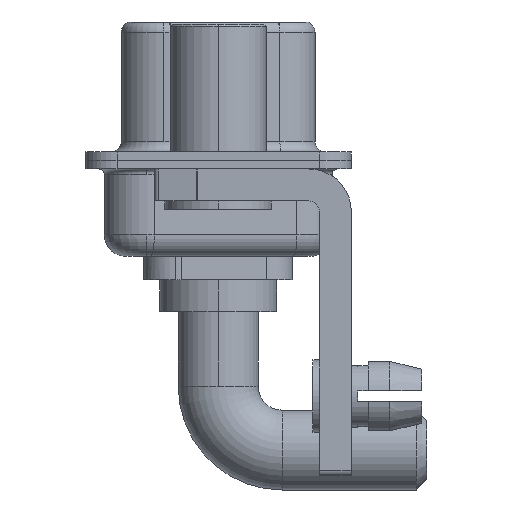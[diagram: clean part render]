
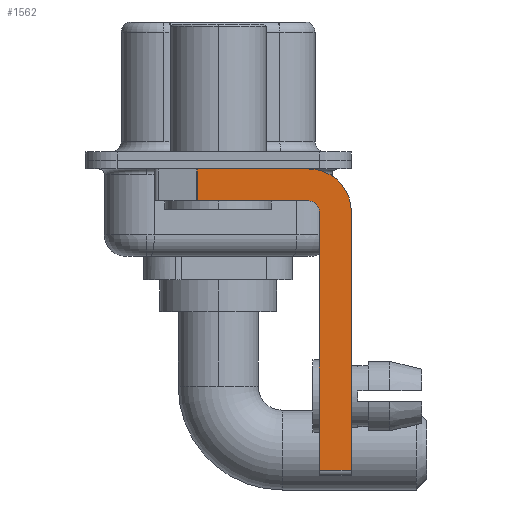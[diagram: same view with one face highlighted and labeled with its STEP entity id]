
A CAD part, left-side view. The second image highlights one B-rep face of the part: STEP entity #1562.
In plain terms, the highlighted planar face has unit normal (-1, 0, 0).
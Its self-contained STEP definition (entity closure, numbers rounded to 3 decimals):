
#347 = CARTESIAN_POINT ( 'NONE',  ( -2.9, 0.978, -0.4 ) ) ;
#511 = PLANE ( 'NONE',  #14486 ) ;
#689 = ORIENTED_EDGE ( 'NONE', *, *, #18794, .T. ) ;
#860 = DIRECTION ( 'NONE',  ( 1., 0., 0. ) ) ;
#1484 = DIRECTION ( 'NONE',  ( 0., 0., -1. ) ) ;
#1562 = ADVANCED_FACE ( 'NONE', ( #14539 ), #511, .F. ) ;
#1965 = EDGE_CURVE ( 'NONE', #11174, #16132, #7936, .T. ) ;
#2744 = DIRECTION ( 'NONE',  ( 0., -1., 0. ) ) ;
#3015 = CARTESIAN_POINT ( 'NONE',  ( -2.9, -4.75, -2.4 ) ) ;
#3481 = VERTEX_POINT ( 'NONE', #17488 ) ;
#3865 = EDGE_CURVE ( 'NONE', #7071, #11174, #10206, .T. ) ;
#5532 = ORIENTED_EDGE ( 'NONE', *, *, #13796, .F. ) ;
#5871 = DIRECTION ( 'NONE',  ( 0., 0., 1. ) ) ;
#6408 = CARTESIAN_POINT ( 'NONE',  ( -2.9, -4.25, -1.9 ) ) ;
#6419 = ORIENTED_EDGE ( 'NONE', *, *, #1965, .F. ) ;
#6462 = CARTESIAN_POINT ( 'NONE',  ( -2.9, -4.25, -0.4 ) ) ;
#6482 = CARTESIAN_POINT ( 'NONE',  ( -2.9, -4.75, -14.8 ) ) ;
#6755 = DIRECTION ( 'NONE',  ( 1., 0., 0. ) ) ;
#6904 = EDGE_CURVE ( 'NONE', #16132, #16794, #15500, .T. ) ;
#6997 = CARTESIAN_POINT ( 'NONE',  ( -2.9, -4.25, -2.4 ) ) ;
#7071 = VERTEX_POINT ( 'NONE', #347 ) ;
#7105 = CARTESIAN_POINT ( 'NONE',  ( -2.9, -4.25, -2.4 ) ) ;
#7145 = EDGE_CURVE ( 'NONE', #13000, #7192, #14269, .T. ) ;
#7192 = VERTEX_POINT ( 'NONE', #3015 ) ;
#7535 = CARTESIAN_POINT ( 'NONE',  ( -2.9, -6.25, -14.55 ) ) ;
#7936 = CIRCLE ( 'NONE', #13847, 2. ) ;
#8485 = CARTESIAN_POINT ( 'NONE',  ( -2.9, -4.25, -2.4 ) ) ;
#8525 = DIRECTION ( 'NONE',  ( 0., 0., -1. ) ) ;
#8718 = VECTOR ( 'NONE', #2744, 1000. ) ;
#8736 = DIRECTION ( 'NONE',  ( 0., -1., 0. ) ) ;
#8840 = LINE ( 'NONE', #16830, #13423 ) ;
#9430 = VECTOR ( 'NONE', #19930, 1000. ) ;
#10168 = VECTOR ( 'NONE', #1484, 1000. ) ;
#10206 = LINE ( 'NONE', #12046, #8718 ) ;
#10592 = ORIENTED_EDGE ( 'NONE', *, *, #3865, .F. ) ;
#10655 = CIRCLE ( 'NONE', #13278, 0.5 ) ;
#10921 = CARTESIAN_POINT ( 'NONE',  ( -2.9, 0.978, -1.9 ) ) ;
#11174 = VERTEX_POINT ( 'NONE', #6462 ) ;
#11279 = ORIENTED_EDGE ( 'NONE', *, *, #18251, .F. ) ;
#11462 = DIRECTION ( 'NONE',  ( 0., 0., -1. ) ) ;
#11968 = CARTESIAN_POINT ( 'NONE',  ( -2.9, -6.25, -2.4 ) ) ;
#12046 = CARTESIAN_POINT ( 'NONE',  ( -2.9, 3., -0.4 ) ) ;
#12450 = VERTEX_POINT ( 'NONE', #13299 ) ;
#12700 = EDGE_LOOP ( 'NONE', ( #10592, #19060, #11279, #5532, #18345, #689, #16054, #6419 ) ) ;
#13000 = VERTEX_POINT ( 'NONE', #15748 ) ;
#13278 = AXIS2_PLACEMENT_3D ( 'NONE', #7105, #19887, #5871 ) ;
#13299 = CARTESIAN_POINT ( 'NONE',  ( -2.9, -4.25, -1.9 ) ) ;
#13423 = VECTOR ( 'NONE', #8736, 1000. ) ;
#13694 = LINE ( 'NONE', #10921, #9430 ) ;
#13796 = EDGE_CURVE ( 'NONE', #7192, #12450, #10655, .T. ) ;
#13847 = AXIS2_PLACEMENT_3D ( 'NONE', #6997, #860, #8525 ) ;
#14269 = LINE ( 'NONE', #6482, #16410 ) ;
#14486 = AXIS2_PLACEMENT_3D ( 'NONE', #8485, #6755, #11462 ) ;
#14539 = FACE_OUTER_BOUND ( 'NONE', #12700, .T. ) ;
#14607 = LINE ( 'NONE', #6408, #15658 ) ;
#15293 = CARTESIAN_POINT ( 'NONE',  ( -2.9, -6.25, -2.4 ) ) ;
#15500 = LINE ( 'NONE', #15293, #10168 ) ;
#15658 = VECTOR ( 'NONE', #19000, 1000. ) ;
#15748 = CARTESIAN_POINT ( 'NONE',  ( -2.9, -4.75, -14.55 ) ) ;
#16054 = ORIENTED_EDGE ( 'NONE', *, *, #6904, .F. ) ;
#16132 = VERTEX_POINT ( 'NONE', #11968 ) ;
#16410 = VECTOR ( 'NONE', #17133, 1000. ) ;
#16794 = VERTEX_POINT ( 'NONE', #7535 ) ;
#16830 = CARTESIAN_POINT ( 'NONE',  ( -2.9, -4.25, -14.55 ) ) ;
#17133 = DIRECTION ( 'NONE',  ( 0., 0., 1. ) ) ;
#17488 = CARTESIAN_POINT ( 'NONE',  ( -2.9, 0.978, -1.9 ) ) ;
#18116 = EDGE_CURVE ( 'NONE', #7071, #3481, #13694, .T. ) ;
#18251 = EDGE_CURVE ( 'NONE', #12450, #3481, #14607, .T. ) ;
#18345 = ORIENTED_EDGE ( 'NONE', *, *, #7145, .F. ) ;
#18794 = EDGE_CURVE ( 'NONE', #13000, #16794, #8840, .T. ) ;
#19000 = DIRECTION ( 'NONE',  ( 0., 1., 0. ) ) ;
#19060 = ORIENTED_EDGE ( 'NONE', *, *, #18116, .T. ) ;
#19887 = DIRECTION ( 'NONE',  ( -1., 0., 0. ) ) ;
#19930 = DIRECTION ( 'NONE',  ( 0., 0., -1. ) ) ;
